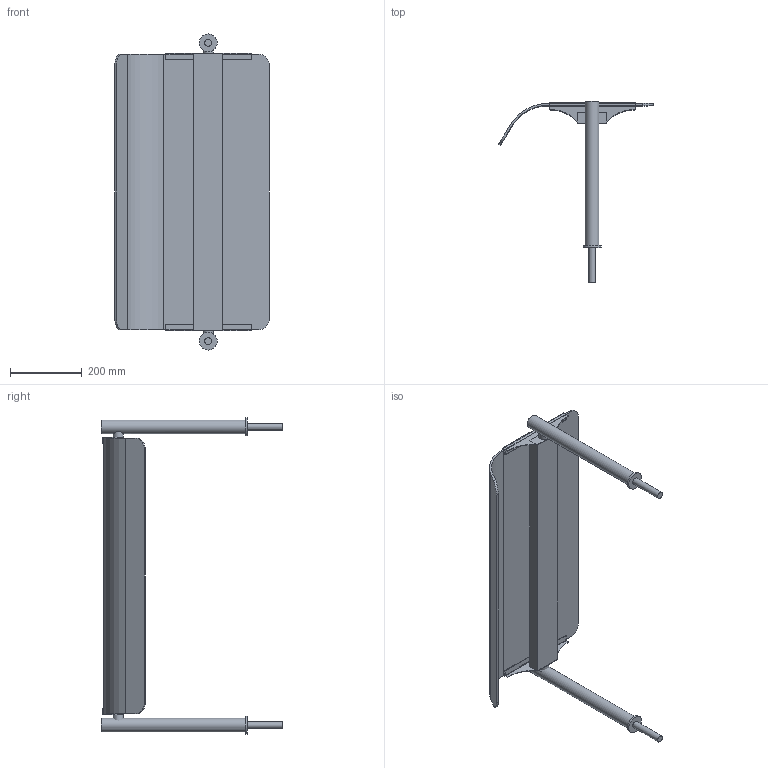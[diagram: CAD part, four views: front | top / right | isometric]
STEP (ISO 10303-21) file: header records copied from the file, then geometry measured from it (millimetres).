
FILE_DESCRIPTION(/* description */ ('Hustenschutz mit Beleuchtung'),/* implementation_level */ '2;1');
FILE_NAME(/* name */ '3D-AKE-00007282.stp',/* time_stamp */ '2022-04-27T07:34:43+02:00',/* author */ ('markus.syen'),/* organization */ (''),/* preprocessor_version */ 'ST-DEVELOPER v18',/* originating_system */ 'Autodesk Inventor 2020',/* authorisation */ '');
FILE_SCHEMA (('AUTOMOTIVE_DESIGN { 1 0 10303 214 3 1 1 }'));
Length unit declared in the file: millimetre
Products named in the file (1): 3D-AKE-00007282
Bounding box: 430 x 504 x 880 mm (x, y, z)
Volume: 5084328.8 mm3; surface area: 1112555.4 mm2
Topology: 7 solids, 7 shells, 67 faces, 159 edges, 110 vertices
Faces by surface type: plane 49, cylinder 18
Full cylindrical faces by diameter (mm): 19 x2, 28 x2, 38 x2, 50 x2
Entity records: 2047 total; most frequent: CARTESIAN_POINT 387, DIRECTION 341, ORIENTED_EDGE 318, EDGE_CURVE 159, AXIS2_PLACEMENT_3D 116, VERTEX_POINT 110, LINE 109, VECTOR 109
